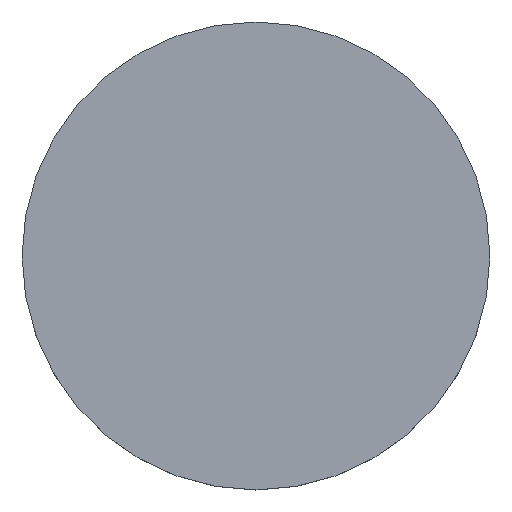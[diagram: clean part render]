
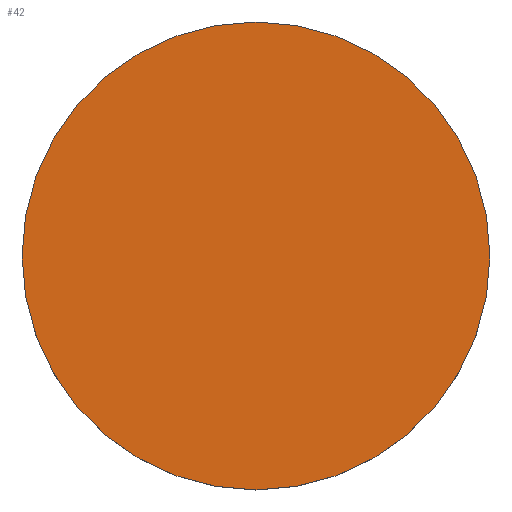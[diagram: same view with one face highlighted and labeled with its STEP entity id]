
A CAD part, top view. The second image highlights one B-rep face of the part: STEP entity #42.
In plain terms, the highlighted planar face has unit normal (0, 0, 1).
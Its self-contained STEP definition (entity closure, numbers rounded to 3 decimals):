
#9 = CARTESIAN_POINT ( 'NONE',  ( 0., 0., 4. ) ) ;
#15 = CIRCLE ( 'NONE', #32, 16.5 ) ;
#32 = AXIS2_PLACEMENT_3D ( 'NONE', #80, #63, #120 ) ;
#39 = PLANE ( 'NONE',  #148 ) ;
#42 = ADVANCED_FACE ( 'NONE', ( #167 ), #39, .T. ) ;
#47 = DIRECTION ( 'NONE',  ( 0., 0., 1. ) ) ;
#54 = VERTEX_POINT ( 'NONE', #143 ) ;
#63 = DIRECTION ( 'NONE',  ( 0., 0., 1. ) ) ;
#66 = DIRECTION ( 'NONE',  ( 1., 0., 0. ) ) ;
#73 = AXIS2_PLACEMENT_3D ( 'NONE', #78, #122, #106 ) ;
#78 = CARTESIAN_POINT ( 'NONE',  ( 0., 0., 4. ) ) ;
#80 = CARTESIAN_POINT ( 'NONE',  ( 0., 0., 4. ) ) ;
#90 = ORIENTED_EDGE ( 'NONE', *, *, #171, .T. ) ;
#106 = DIRECTION ( 'NONE',  ( 1., 0., 0. ) ) ;
#107 = CIRCLE ( 'NONE', #73, 16.5 ) ;
#120 = DIRECTION ( 'NONE',  ( 1., 0., 0. ) ) ;
#122 = DIRECTION ( 'NONE',  ( 0., 0., 1. ) ) ;
#130 = EDGE_LOOP ( 'NONE', ( #90, #131 ) ) ;
#131 = ORIENTED_EDGE ( 'NONE', *, *, #139, .T. ) ;
#139 = EDGE_CURVE ( 'NONE', #54, #154, #15, .T. ) ;
#143 = CARTESIAN_POINT ( 'NONE',  ( 16.5, 0., 4. ) ) ;
#148 = AXIS2_PLACEMENT_3D ( 'NONE', #9, #47, #66 ) ;
#154 = VERTEX_POINT ( 'NONE', #170 ) ;
#167 = FACE_OUTER_BOUND ( 'NONE', #130, .T. ) ;
#170 = CARTESIAN_POINT ( 'NONE',  ( -16.5, 0., 4. ) ) ;
#171 = EDGE_CURVE ( 'NONE', #154, #54, #107, .T. ) ;
